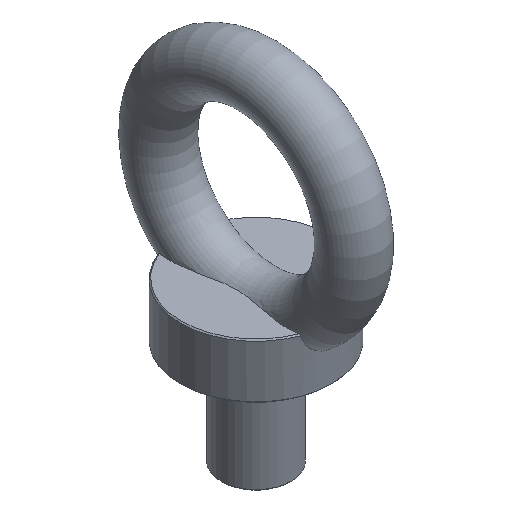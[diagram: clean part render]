
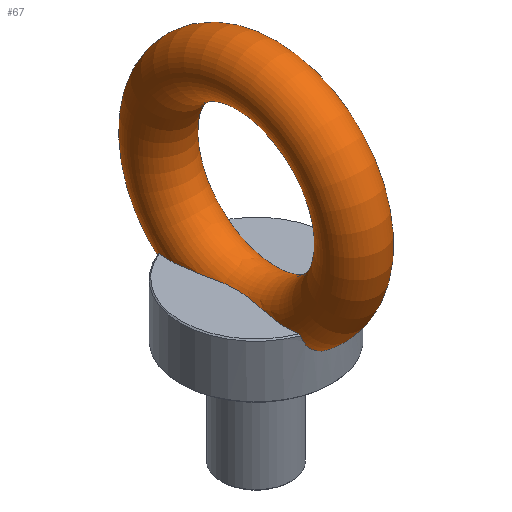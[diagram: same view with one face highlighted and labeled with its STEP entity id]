
A CAD part, isometric view. The second image highlights one B-rep face of the part: STEP entity #67.
In plain terms, the highlighted toroidal (fillet/blend) face has major radius 42 mm and minor radius 12 mm.
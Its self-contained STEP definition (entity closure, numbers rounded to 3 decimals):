
#42=TOROIDAL_SURFACE('',#197,42.,12.);
#56=FACE_OUTER_BOUND('',#103,.T.);
#67=ADVANCED_FACE('',(#56),#42,.T.);
#70=B_SPLINE_CURVE_WITH_KNOTS('',3,(#243,#244,#245,#246,#247,#248,#249,
#250,#251,#252),.UNSPECIFIED.,.F.,.F.,(4,2,2,2,4),(0.,0.25,0.5,0.75,1.),
 .UNSPECIFIED.);
#71=B_SPLINE_CURVE_WITH_KNOTS('',3,(#257,#258,#259,#260,#261,#262,#263,
#264,#265,#266),.UNSPECIFIED.,.F.,.F.,(4,2,2,2,4),(0.,0.25,0.5,0.75,1.),
 .UNSPECIFIED.);
#72=B_SPLINE_CURVE_WITH_KNOTS('',3,(#273,#274,#275,#276,#277,#278,#279,
#280,#281,#282,#283,#284,#285,#286,#287,#288),.UNSPECIFIED.,.F.,.F.,(4,
2,2,2,2,2,2,4),(0.,0.125,0.25,0.5,0.625,0.75,0.875,1.),.UNSPECIFIED.);
#73=B_SPLINE_CURVE_WITH_KNOTS('',3,(#293,#294,#295,#296,#297,#298,#299,
#300,#301,#302,#303,#304,#305,#306,#307,#308,#309,#310),.UNSPECIFIED.,.F.,
 .F.,(4,2,2,2,2,2,2,2,4),(0.,0.125,0.25,0.375,0.438,0.5,0.75,0.875,1.),
 .UNSPECIFIED.);
#74=B_SPLINE_CURVE_WITH_KNOTS('',3,(#312,#313,#314,#315),.UNSPECIFIED.,
 .F.,.F.,(4,4),(0.,1.),.UNSPECIFIED.);
#75=B_SPLINE_CURVE_WITH_KNOTS('',3,(#316,#317,#318,#319),.UNSPECIFIED.,
 .F.,.F.,(4,4),(0.,1.),.UNSPECIFIED.);
#76=B_SPLINE_CURVE_WITH_KNOTS('',3,(#321,#322,#323,#324),.UNSPECIFIED.,
 .F.,.F.,(4,4),(0.,1.),.UNSPECIFIED.);
#77=B_SPLINE_CURVE_WITH_KNOTS('',3,(#325,#326,#327,#328),.UNSPECIFIED.,
 .F.,.F.,(4,4),(0.,1.),.UNSPECIFIED.);
#103=EDGE_LOOP('',(#130,#131,#132,#133,#134,#135,#136,#137));
#130=ORIENTED_EDGE('',*,*,#152,.T.);
#131=ORIENTED_EDGE('',*,*,#163,.T.);
#132=ORIENTED_EDGE('',*,*,#159,.F.);
#133=ORIENTED_EDGE('',*,*,#162,.T.);
#134=ORIENTED_EDGE('',*,*,#154,.T.);
#135=ORIENTED_EDGE('',*,*,#161,.T.);
#136=ORIENTED_EDGE('',*,*,#157,.F.);
#137=ORIENTED_EDGE('',*,*,#160,.T.);
#139=VERTEX_POINT('',#253);
#140=VERTEX_POINT('',#254);
#141=VERTEX_POINT('',#256);
#142=VERTEX_POINT('',#267);
#143=VERTEX_POINT('',#271);
#144=VERTEX_POINT('',#272);
#145=VERTEX_POINT('',#291);
#146=VERTEX_POINT('',#292);
#152=EDGE_CURVE('',#139,#140,#70,.T.);
#154=EDGE_CURVE('',#142,#141,#71,.T.);
#157=EDGE_CURVE('',#144,#143,#72,.T.);
#159=EDGE_CURVE('',#146,#145,#73,.T.);
#160=EDGE_CURVE('',#144,#139,#74,.T.);
#161=EDGE_CURVE('',#141,#143,#75,.T.);
#162=EDGE_CURVE('',#146,#142,#76,.T.);
#163=EDGE_CURVE('',#140,#145,#77,.T.);
#197=AXIS2_PLACEMENT_3D('',#343,#238,#239);
#238=DIRECTION('',(1.,0.,0.));
#239=DIRECTION('',(0.,0.,-1.));
#243=CARTESIAN_POINT('',(11.44,30.42,23.));
#244=CARTESIAN_POINT('',(10.777,30.669,20.412));
#245=CARTESIAN_POINT('',(9.415,31.177,18.061));
#246=CARTESIAN_POINT('',(5.328,32.129,14.769));
#247=CARTESIAN_POINT('',(2.687,32.499,13.878));
#248=CARTESIAN_POINT('',(-2.665,32.501,13.873));
#249=CARTESIAN_POINT('',(-5.295,32.135,14.749));
#250=CARTESIAN_POINT('',(-9.415,31.178,18.055));
#251=CARTESIAN_POINT('',(-10.777,30.669,20.411));
#252=CARTESIAN_POINT('',(-11.44,30.42,23.));
#253=CARTESIAN_POINT('',(11.44,30.42,23.));
#254=CARTESIAN_POINT('',(-11.44,30.42,23.));
#256=CARTESIAN_POINT('',(11.44,-30.42,23.));
#257=CARTESIAN_POINT('',(-11.44,-30.42,23.));
#258=CARTESIAN_POINT('',(-10.777,-30.669,20.412));
#259=CARTESIAN_POINT('',(-9.415,-31.177,18.061));
#260=CARTESIAN_POINT('',(-5.328,-32.129,14.769));
#261=CARTESIAN_POINT('',(-2.687,-32.499,13.878));
#262=CARTESIAN_POINT('',(2.665,-32.501,13.873));
#263=CARTESIAN_POINT('',(5.295,-32.135,14.749));
#264=CARTESIAN_POINT('',(9.415,-31.178,18.055));
#265=CARTESIAN_POINT('',(10.777,-30.669,20.411));
#266=CARTESIAN_POINT('',(11.44,-30.42,23.));
#267=CARTESIAN_POINT('',(-11.44,-30.42,23.));
#271=CARTESIAN_POINT('',(11.66,-29.8,23.5));
#272=CARTESIAN_POINT('',(11.66,29.8,23.5));
#273=CARTESIAN_POINT('',(11.66,29.8,23.5));
#274=CARTESIAN_POINT('',(12.058,27.337,23.5));
#275=CARTESIAN_POINT('',(12.074,24.818,23.5));
#276=CARTESIAN_POINT('',(11.675,19.874,23.5));
#277=CARTESIAN_POINT('',(11.255,17.416,23.5));
#278=CARTESIAN_POINT('',(9.776,10.068,23.5));
#279=CARTESIAN_POINT('',(8.498,5.21,23.5));
#280=CARTESIAN_POINT('',(8.457,-2.334,23.5));
#281=CARTESIAN_POINT('',(8.757,-4.875,23.5));
#282=CARTESIAN_POINT('',(9.65,-9.848,23.5));
#283=CARTESIAN_POINT('',(10.224,-12.312,23.5));
#284=CARTESIAN_POINT('',(11.228,-17.266,23.5));
#285=CARTESIAN_POINT('',(11.66,-19.757,23.5));
#286=CARTESIAN_POINT('',(12.075,-24.76,23.5));
#287=CARTESIAN_POINT('',(12.063,-27.305,23.5));
#288=CARTESIAN_POINT('',(11.66,-29.8,23.5));
#291=CARTESIAN_POINT('',(-11.66,29.8,23.5));
#292=CARTESIAN_POINT('',(-11.66,-29.8,23.5));
#293=CARTESIAN_POINT('',(-11.66,-29.8,23.5));
#294=CARTESIAN_POINT('',(-12.066,-27.29,23.5));
#295=CARTESIAN_POINT('',(-12.075,-24.729,23.5));
#296=CARTESIAN_POINT('',(-11.652,-19.695,23.5));
#297=CARTESIAN_POINT('',(-11.214,-17.189,23.5));
#298=CARTESIAN_POINT('',(-10.2,-12.203,23.5));
#299=CARTESIAN_POINT('',(-9.622,-9.721,23.5));
#300=CARTESIAN_POINT('',(-8.955,-5.966,23.5));
#301=CARTESIAN_POINT('',(-8.769,-4.709,23.5));
#302=CARTESIAN_POINT('',(-8.519,-2.175,23.5));
#303=CARTESIAN_POINT('',(-8.459,-0.864,23.5));
#304=CARTESIAN_POINT('',(-8.529,5.342,23.5));
#305=CARTESIAN_POINT('',(-9.797,10.16,23.5));
#306=CARTESIAN_POINT('',(-11.259,17.441,23.5));
#307=CARTESIAN_POINT('',(-11.674,19.876,23.5));
#308=CARTESIAN_POINT('',(-12.073,24.797,23.5));
#309=CARTESIAN_POINT('',(-12.062,27.316,23.5));
#310=CARTESIAN_POINT('',(-11.66,29.8,23.5));
#312=CARTESIAN_POINT('',(11.66,29.8,23.5));
#313=CARTESIAN_POINT('',(11.596,30.007,23.33));
#314=CARTESIAN_POINT('',(11.522,30.214,23.164));
#315=CARTESIAN_POINT('',(11.44,30.42,23.));
#316=CARTESIAN_POINT('',(11.44,-30.42,23.));
#317=CARTESIAN_POINT('',(11.522,-30.214,23.164));
#318=CARTESIAN_POINT('',(11.596,-30.007,23.33));
#319=CARTESIAN_POINT('',(11.66,-29.8,23.5));
#321=CARTESIAN_POINT('',(-11.66,-29.8,23.5));
#322=CARTESIAN_POINT('',(-11.596,-30.007,23.33));
#323=CARTESIAN_POINT('',(-11.522,-30.214,23.164));
#324=CARTESIAN_POINT('',(-11.44,-30.42,23.));
#325=CARTESIAN_POINT('',(-11.44,30.42,23.));
#326=CARTESIAN_POINT('',(-11.522,30.214,23.164));
#327=CARTESIAN_POINT('',(-11.596,30.007,23.33));
#328=CARTESIAN_POINT('',(-11.66,29.8,23.5));
#343=CARTESIAN_POINT('',(0.,0.,57.));
